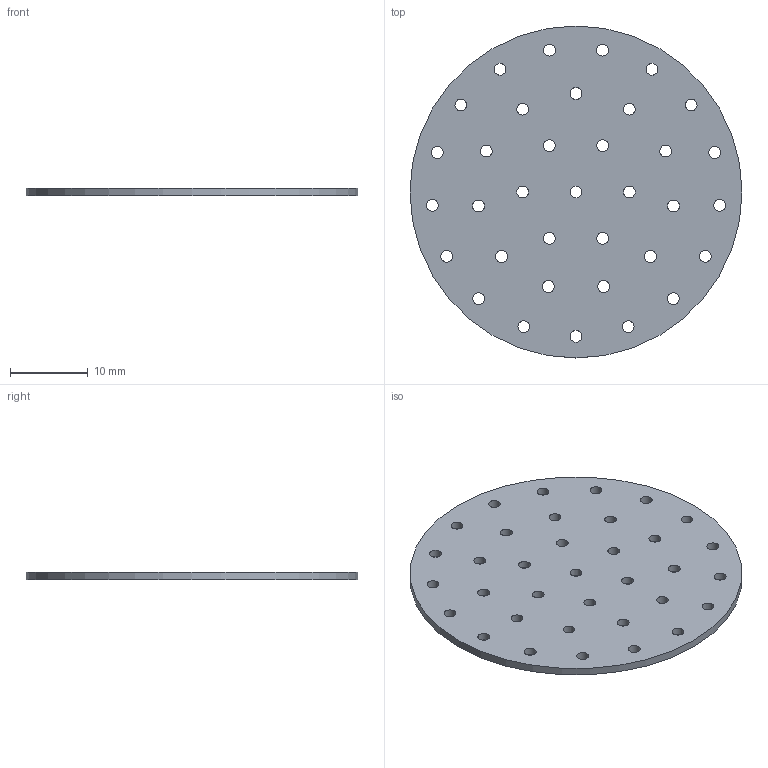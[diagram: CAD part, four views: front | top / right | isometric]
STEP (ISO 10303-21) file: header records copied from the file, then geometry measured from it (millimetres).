
FILE_DESCRIPTION(/* description */ ('STEP AP203'),/* implementation_level */ '2;1');
FILE_NAME(/* name */ 'CS-AL35.stp',/* time_stamp */ '2017-03-14T12:39:52+00:00',/* author */ ('paul'),/* organization */ (''),/* preprocessor_version */ 'ST-DEVELOPER v16.5',/* originating_system */ 'Autodesk Inventor 2017',/* authorisation */ '');
FILE_SCHEMA (('AUTOMOTIVE_DESIGN { 1 0 10303 214 3 1 1 }'));
Length unit declared in the file: inch
Products named in the file (1): A0735-1-C
Bounding box: 42.8 x 42.8 x 1.02 mm (x, y, z)
Volume: 1396.8 mm3; surface area: 3056.5 mm2
Topology: 1 solids, 1 shells, 38 faces, 108 edges, 72 vertices
Faces by surface type: cylinder 36, plane 2
Full cylindrical faces by diameter (mm): 1.524 x35, 42.799 x1
Entity records: 1276 total; most frequent: DIRECTION 222, CARTESIAN_POINT 183, EDGE_LOOP 144, ORIENTED_EDGE 144, AXIS2_PLACEMENT_3D 111, FACE_BOUND 106, CIRCLE 72, VERTEX_POINT 72
